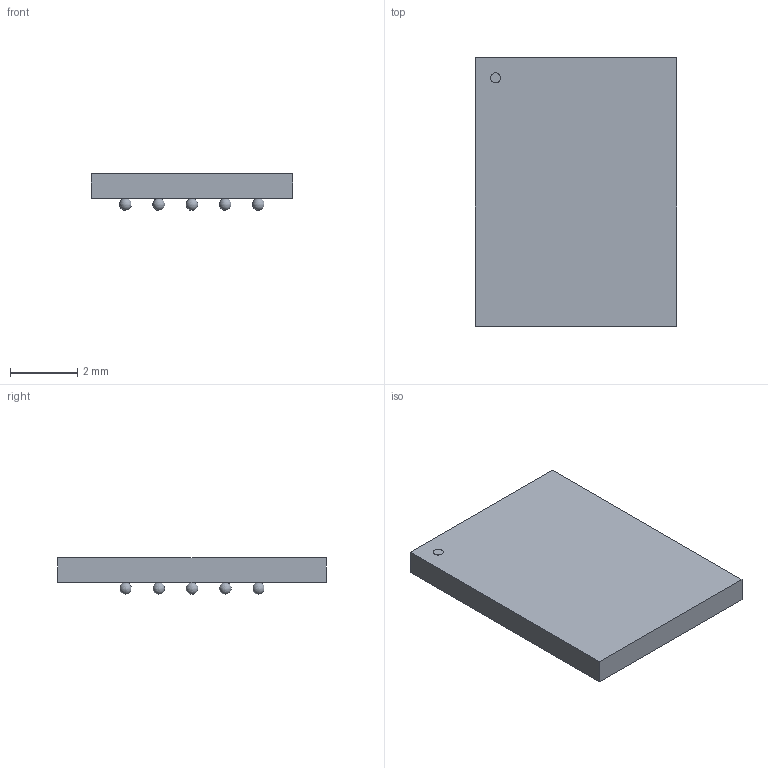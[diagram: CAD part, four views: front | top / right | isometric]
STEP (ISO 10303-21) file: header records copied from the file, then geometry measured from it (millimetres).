
FILE_DESCRIPTION(('STEP AP214'),'1');
FILE_NAME('TPBGA24_5X5_MRN','2021-01-20T09:20:27',(''),(''),'','','');
FILE_SCHEMA(('AUTOMOTIVE_DESIGN'));
Length unit declared in the file: millimetre
Products named in the file (1): product
Bounding box: 5.99 x 8 x 1.09 mm (x, y, z)
Volume: 36.5 mm3; surface area: 135.7 mm2
Topology: 50 solids, 50 shells, 57 faces, 159 edges, 106 vertices
Faces by surface type: sphere 48, plane 8, cylinder 1
Full cylindrical faces by diameter (mm): 0.3 x1
Entity records: 688 total; most frequent: DIRECTION 134, CARTESIAN_POINT 71, AXIS2_PLACEMENT_3D 61, STYLED_ITEM 57, ADVANCED_FACE 57, MANIFOLD_SOLID_BREP 50, CLOSED_SHELL 50, SPHERICAL_SURFACE 48
